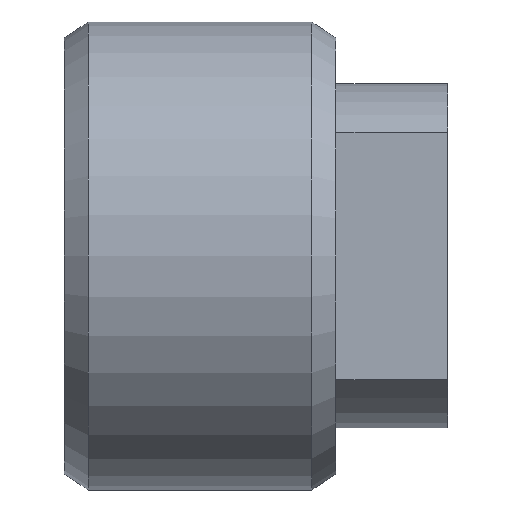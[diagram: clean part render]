
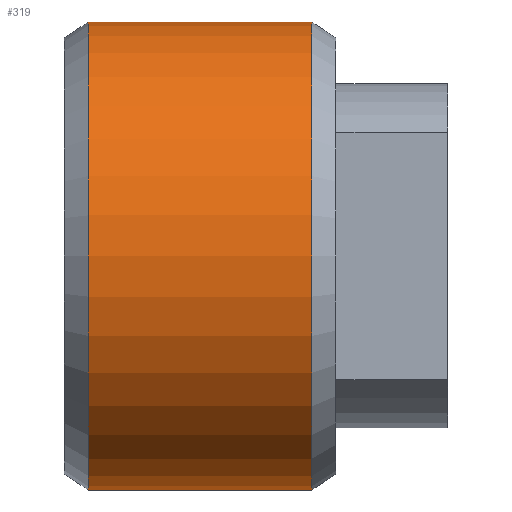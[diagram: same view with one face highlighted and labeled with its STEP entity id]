
A CAD part, front view. The second image highlights one B-rep face of the part: STEP entity #319.
In plain terms, the highlighted cylindrical face has radius 14.65 mm (diameter 29.3 mm), a partial arc.
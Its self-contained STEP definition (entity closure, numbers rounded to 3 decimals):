
#13 = CIRCLE ( 'NONE', #149, 14.65 ) ;
#17 = DIRECTION ( 'NONE',  ( 0., 0., 1. ) ) ;
#29 = DIRECTION ( 'NONE',  ( -1., 0., 0. ) ) ;
#32 = FACE_OUTER_BOUND ( 'NONE', #274, .T. ) ;
#76 = CYLINDRICAL_SURFACE ( 'NONE', #644, 14.65 ) ;
#78 = CARTESIAN_POINT ( 'NONE',  ( -6.682, 0., 14.65 ) ) ;
#94 = DIRECTION ( 'NONE',  ( -1., 0., 0. ) ) ;
#98 = EDGE_CURVE ( 'NONE', #332, #219, #509, .T. ) ;
#99 = DIRECTION ( 'NONE',  ( -1., 0., 0. ) ) ;
#113 = EDGE_CURVE ( 'NONE', #529, #219, #428, .T. ) ;
#130 = ORIENTED_EDGE ( 'NONE', *, *, #113, .F. ) ;
#138 = EDGE_CURVE ( 'NONE', #502, #332, #13, .T. ) ;
#141 = CARTESIAN_POINT ( 'NONE',  ( -142.529, 0., -14.65 ) ) ;
#149 = AXIS2_PLACEMENT_3D ( 'NONE', #479, #306, #17 ) ;
#161 = VECTOR ( 'NONE', #349, 1000. ) ;
#183 = ORIENTED_EDGE ( 'NONE', *, *, #394, .F. ) ;
#208 = LINE ( 'NONE', #141, #161 ) ;
#219 = VERTEX_POINT ( 'NONE', #78 ) ;
#234 = DIRECTION ( 'NONE',  ( 0., 0., 1. ) ) ;
#261 = VECTOR ( 'NONE', #99, 1000. ) ;
#274 = EDGE_LOOP ( 'NONE', ( #183, #396, #348, #130 ) ) ;
#306 = DIRECTION ( 'NONE',  ( -1., 0., 0. ) ) ;
#313 = CARTESIAN_POINT ( 'NONE',  ( 7.318, 0., -14.65 ) ) ;
#319 = ADVANCED_FACE ( 'NONE', ( #32 ), #76, .T. ) ;
#332 = VERTEX_POINT ( 'NONE', #447 ) ;
#348 = ORIENTED_EDGE ( 'NONE', *, *, #98, .T. ) ;
#349 = DIRECTION ( 'NONE',  ( -1., 0., 0. ) ) ;
#394 = EDGE_CURVE ( 'NONE', #502, #529, #208, .T. ) ;
#396 = ORIENTED_EDGE ( 'NONE', *, *, #138, .T. ) ;
#408 = DIRECTION ( 'NONE',  ( 0., 0., 1. ) ) ;
#428 = CIRCLE ( 'NONE', #440, 14.65 ) ;
#440 = AXIS2_PLACEMENT_3D ( 'NONE', #575, #94, #408 ) ;
#447 = CARTESIAN_POINT ( 'NONE',  ( 7.318, 0., 14.65 ) ) ;
#472 = CARTESIAN_POINT ( 'NONE',  ( -6.682, 0., -14.65 ) ) ;
#479 = CARTESIAN_POINT ( 'NONE',  ( 7.318, 0., 0. ) ) ;
#491 = CARTESIAN_POINT ( 'NONE',  ( -142.529, 0., 0. ) ) ;
#502 = VERTEX_POINT ( 'NONE', #313 ) ;
#509 = LINE ( 'NONE', #619, #261 ) ;
#529 = VERTEX_POINT ( 'NONE', #472 ) ;
#575 = CARTESIAN_POINT ( 'NONE',  ( -6.682, 0., 0. ) ) ;
#619 = CARTESIAN_POINT ( 'NONE',  ( -142.529, 0., 14.65 ) ) ;
#644 = AXIS2_PLACEMENT_3D ( 'NONE', #491, #29, #234 ) ;
